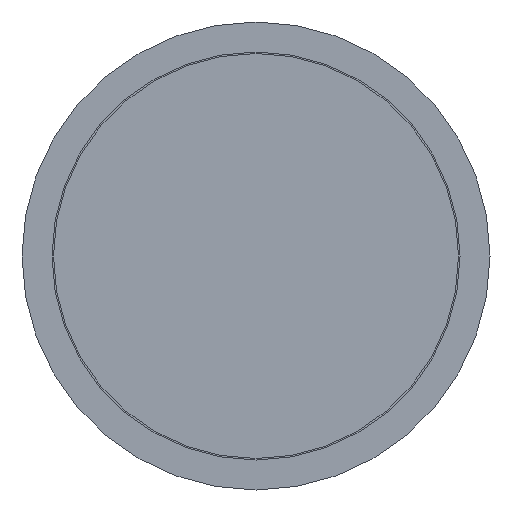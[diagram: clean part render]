
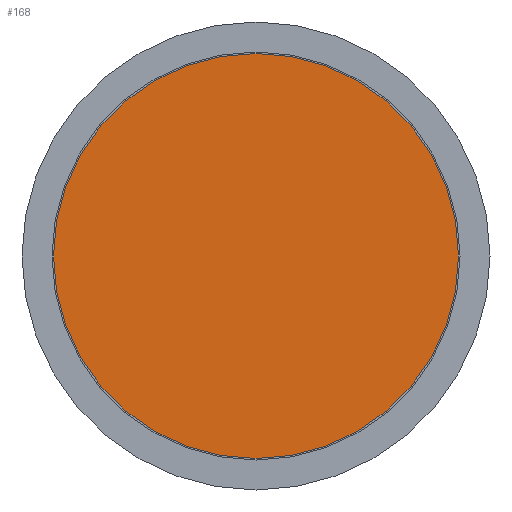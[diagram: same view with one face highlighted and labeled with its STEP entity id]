
A CAD part, front view. The second image highlights one B-rep face of the part: STEP entity #168.
In plain terms, the highlighted planar face has unit normal (0, -1, 0).
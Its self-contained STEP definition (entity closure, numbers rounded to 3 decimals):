
#102 = EDGE_CURVE ( 'NONE', #449, #449, #205, .T. ) ;
#105 = AXIS2_PLACEMENT_3D ( 'NONE', #155, #458, #490 ) ;
#120 = CARTESIAN_POINT ( 'NONE',  ( -33.75, 0., 0. ) ) ;
#155 = CARTESIAN_POINT ( 'NONE',  ( 0., 0., 0. ) ) ;
#168 = ADVANCED_FACE ( 'NONE', ( #202 ), #418, .F. ) ;
#202 = FACE_OUTER_BOUND ( 'NONE', #540, .T. ) ;
#205 = CIRCLE ( 'NONE', #105, 33.75 ) ;
#293 = DIRECTION ( 'NONE',  ( 0., 1., 0. ) ) ;
#407 = DIRECTION ( 'NONE',  ( 0., 0., 1. ) ) ;
#415 = ORIENTED_EDGE ( 'NONE', *, *, #102, .T. ) ;
#418 = PLANE ( 'NONE',  #469 ) ;
#449 = VERTEX_POINT ( 'NONE', #453 ) ;
#453 = CARTESIAN_POINT ( 'NONE',  ( 0., 0., -33.75 ) ) ;
#458 = DIRECTION ( 'NONE',  ( 0., -1., 0. ) ) ;
#469 = AXIS2_PLACEMENT_3D ( 'NONE', #120, #293, #407 ) ;
#490 = DIRECTION ( 'NONE',  ( 0., 0., -1. ) ) ;
#540 = EDGE_LOOP ( 'NONE', ( #415 ) ) ;
